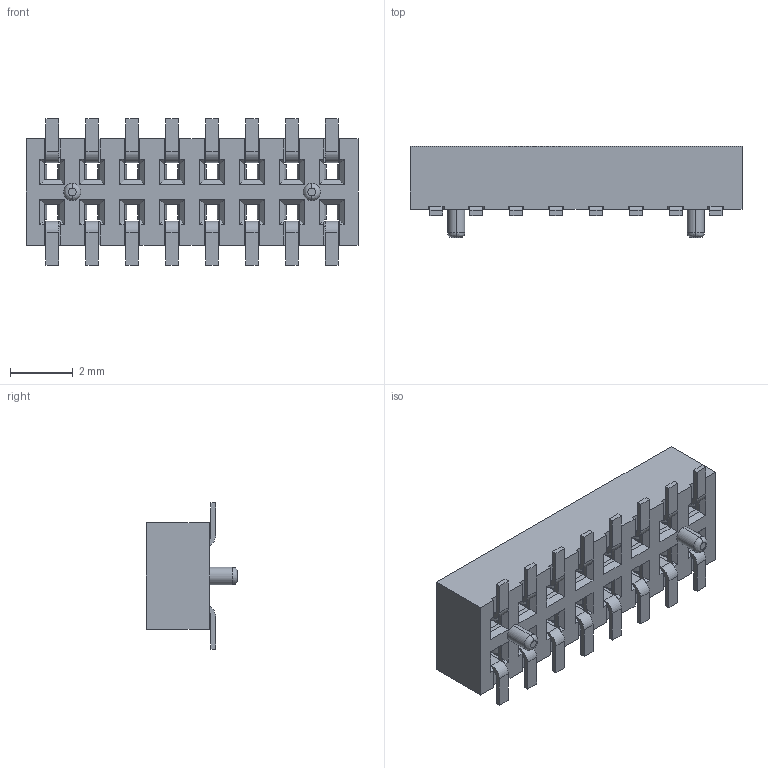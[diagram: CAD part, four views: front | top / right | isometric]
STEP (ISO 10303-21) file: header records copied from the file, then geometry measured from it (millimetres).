
FILE_DESCRIPTION((''),'2;1');
FILE_NAME('M50-315_CORRECT_CAD_MODEL_ASM','2011-08-04T',('wbourne'),(''),'PRO/ENGINEER BY PARAMETRIC TECHNOLOGY CORPORATION, 2010280','PRO/ENGINEER BY PARAMETRIC TECHNOLOGY CORPORATION, 2010280','');
FILE_SCHEMA(('CONFIG_CONTROL_DESIGN','SHAPE_APPEARANCE_LAYERS_GROUPS'));
Length unit declared in the file: millimetre
Products named in the file (3): M50-315-CORRECTMOULD; M50-315-CORRECTCONTACT; M50-315_CORRECT_CAD_MODEL_ASM
Assembly tree (17 placements, depth 2):
  M50-315_CORRECT_CAD_MODEL_ASM
    M50-315-CORRECTMOULD
    M50-315-CORRECTCONTACT  x16
Bounding box: 10.56 x 2.9 x 4.65 mm (x, y, z)
Volume: 55.2 mm3; surface area: 366.4 mm2
Topology: 17 solids, 17 shells, 912 faces, 2448 edges, 1556 vertices
Faces by surface type: plane 680, cylinder 228, bspline 4
Entity records: 12131 total; most frequent: CARTESIAN_POINT 1774, ORIENTED_EDGE 1656, DIRECTION 1468, PRESENTATION_STYLE_ASSIGNMENT 839, STYLED_ITEM 830, CURVE_STYLE 828, EDGE_CURVE 828, VECTOR 784
